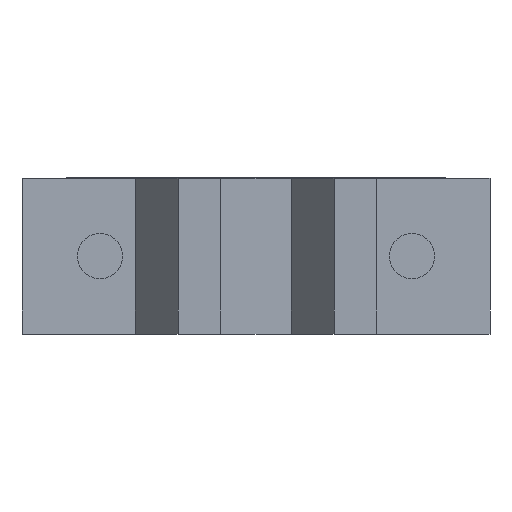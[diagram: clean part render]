
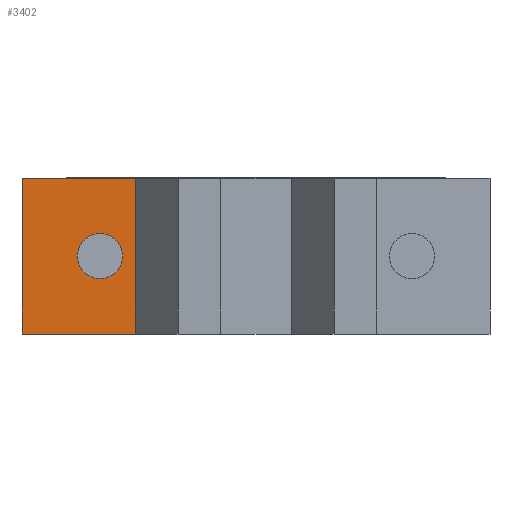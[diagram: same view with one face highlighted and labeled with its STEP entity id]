
A CAD part, front view. The second image highlights one B-rep face of the part: STEP entity #3402.
In plain terms, the highlighted planar face has unit normal (0, -1, 0).
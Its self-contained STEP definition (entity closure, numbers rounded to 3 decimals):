
#47 = EDGE_CURVE ( 'NONE', #480, #1208, #2469, .T. ) ;
#62 = DIRECTION ( 'NONE',  ( 0., -1., 0. ) ) ;
#127 = CARTESIAN_POINT ( 'NONE',  ( 1.27, 0., 1.27 ) ) ;
#137 = EDGE_CURVE ( 'NONE', #2970, #2375, #2357, .T. ) ;
#201 = EDGE_LOOP ( 'NONE', ( #435, #1288 ) ) ;
#253 = DIRECTION ( 'NONE',  ( 0., 0., -1. ) ) ;
#342 = CARTESIAN_POINT ( 'NONE',  ( 1.84, 0., 0. ) ) ;
#365 = DIRECTION ( 'NONE',  ( 0., 0., 1. ) ) ;
#380 = FACE_BOUND ( 'NONE', #201, .T. ) ;
#435 = ORIENTED_EDGE ( 'NONE', *, *, #822, .F. ) ;
#476 = VECTOR ( 'NONE', #253, 1000. ) ;
#480 = VERTEX_POINT ( 'NONE', #2923 ) ;
#596 = AXIS2_PLACEMENT_3D ( 'NONE', #127, #656, #3058 ) ;
#607 = ORIENTED_EDGE ( 'NONE', *, *, #1818, .T. ) ;
#617 = CIRCLE ( 'NONE', #596, 0.368 ) ;
#656 = DIRECTION ( 'NONE',  ( 0., -1., 0. ) ) ;
#822 = EDGE_CURVE ( 'NONE', #1294, #2454, #3361, .T. ) ;
#861 = CARTESIAN_POINT ( 'NONE',  ( 1.27, 0., 1.27 ) ) ;
#882 = CARTESIAN_POINT ( 'NONE',  ( 0., 0., 0. ) ) ;
#922 = CARTESIAN_POINT ( 'NONE',  ( 0., 0., 0. ) ) ;
#931 = AXIS2_PLACEMENT_3D ( 'NONE', #861, #62, #365 ) ;
#1208 = VERTEX_POINT ( 'NONE', #922 ) ;
#1213 = EDGE_CURVE ( 'NONE', #480, #2970, #2805, .T. ) ;
#1251 = ORIENTED_EDGE ( 'NONE', *, *, #47, .T. ) ;
#1288 = ORIENTED_EDGE ( 'NONE', *, *, #2479, .F. ) ;
#1294 = VERTEX_POINT ( 'NONE', #2743 ) ;
#1388 = ORIENTED_EDGE ( 'NONE', *, *, #1213, .F. ) ;
#1569 = CARTESIAN_POINT ( 'NONE',  ( 0., 0., 2.54 ) ) ;
#1642 = DIRECTION ( 'NONE',  ( 0., 0., -1. ) ) ;
#1788 = EDGE_LOOP ( 'NONE', ( #607, #3343, #1388, #1251 ) ) ;
#1818 = EDGE_CURVE ( 'NONE', #1208, #2375, #2581, .T. ) ;
#2234 = CARTESIAN_POINT ( 'NONE',  ( 1.27, 0., 0.902 ) ) ;
#2269 = VECTOR ( 'NONE', #1642, 1000. ) ;
#2357 = LINE ( 'NONE', #2736, #2269 ) ;
#2375 = VERTEX_POINT ( 'NONE', #342 ) ;
#2411 = AXIS2_PLACEMENT_3D ( 'NONE', #1569, #2839, #3430 ) ;
#2454 = VERTEX_POINT ( 'NONE', #2234 ) ;
#2462 = CARTESIAN_POINT ( 'NONE',  ( 0., 0., 2.54 ) ) ;
#2469 = LINE ( 'NONE', #2694, #476 ) ;
#2479 = EDGE_CURVE ( 'NONE', #2454, #1294, #617, .T. ) ;
#2581 = LINE ( 'NONE', #882, #2678 ) ;
#2594 = FACE_OUTER_BOUND ( 'NONE', #1788, .T. ) ;
#2678 = VECTOR ( 'NONE', #2990, 1000. ) ;
#2694 = CARTESIAN_POINT ( 'NONE',  ( 0., 0., 2.54 ) ) ;
#2736 = CARTESIAN_POINT ( 'NONE',  ( 1.84, 0., 2.54 ) ) ;
#2743 = CARTESIAN_POINT ( 'NONE',  ( 1.27, 0., 1.639 ) ) ;
#2805 = LINE ( 'NONE', #2462, #3267 ) ;
#2839 = DIRECTION ( 'NONE',  ( 0., 1., 0. ) ) ;
#2923 = CARTESIAN_POINT ( 'NONE',  ( 0., 0., 2.54 ) ) ;
#2970 = VERTEX_POINT ( 'NONE', #3331 ) ;
#2990 = DIRECTION ( 'NONE',  ( 1., 0., 0. ) ) ;
#3054 = DIRECTION ( 'NONE',  ( 1., 0., 0. ) ) ;
#3058 = DIRECTION ( 'NONE',  ( 0., 0., 1. ) ) ;
#3163 = PLANE ( 'NONE',  #2411 ) ;
#3267 = VECTOR ( 'NONE', #3054, 1000. ) ;
#3331 = CARTESIAN_POINT ( 'NONE',  ( 1.84, 0., 2.54 ) ) ;
#3343 = ORIENTED_EDGE ( 'NONE', *, *, #137, .F. ) ;
#3361 = CIRCLE ( 'NONE', #931, 0.368 ) ;
#3402 = ADVANCED_FACE ( 'NONE', ( #2594, #380 ), #3163, .F. ) ;
#3430 = DIRECTION ( 'NONE',  ( 0., 0., 1. ) ) ;
